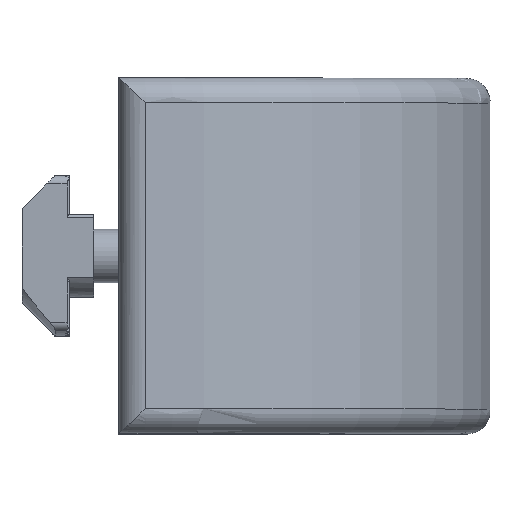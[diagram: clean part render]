
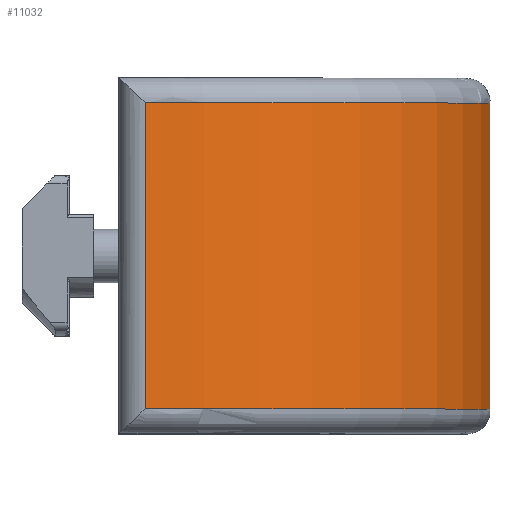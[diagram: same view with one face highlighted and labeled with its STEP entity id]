
A CAD part, top view. The second image highlights one B-rep face of the part: STEP entity #11032.
In plain terms, the highlighted cylindrical face has radius 45 mm (diameter 90 mm), a partial arc.
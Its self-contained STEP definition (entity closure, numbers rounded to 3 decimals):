
#179=CYLINDRICAL_SURFACE('',#10651,45.);
#303=CIRCLE('',#10639,45.);
#307=CIRCLE('',#10648,45.);
#6961=ORIENTED_EDGE('',*,*,#8551,.T.);
#6962=ORIENTED_EDGE('',*,*,#8534,.T.);
#6963=ORIENTED_EDGE('',*,*,#8552,.T.);
#6964=ORIENTED_EDGE('',*,*,#8547,.T.);
#7309=VECTOR('',#10197,1.);
#7310=VECTOR('',#10200,1.);
#7637=LINE('',#12540,#7309);
#7638=LINE('',#12542,#7310);
#7993=VERTEX_POINT('',#12293);
#7994=VERTEX_POINT('',#12346);
#8001=VERTEX_POINT('',#12425);
#8002=VERTEX_POINT('',#12478);
#8534=EDGE_CURVE('',#7994,#7993,#303,.T.);
#8547=EDGE_CURVE('',#8002,#8001,#307,.T.);
#8551=EDGE_CURVE('',#8001,#7994,#7637,.T.);
#8552=EDGE_CURVE('',#7993,#8002,#7638,.T.);
#8791=EDGE_LOOP('',(#6961,#6962,#6963,#6964));
#9027=FACE_BOUND('',#8791,.T.);
#10167=DIRECTION('',(0.,0.,-1.));
#10168=DIRECTION('',(31.826,31.813,0.));
#10191=DIRECTION('',(0.,0.,1.));
#10192=DIRECTION('',(31.813,31.826,0.));
#10197=DIRECTION('',(0.,0.,37.));
#10198=DIRECTION('',(0.,0.,1.));
#10199=DIRECTION('',(1.,0.,0.));
#10200=DIRECTION('',(0.,0.,-37.));
#10639=AXIS2_PLACEMENT_3D('',#12347,#10167,#10168);
#10648=AXIS2_PLACEMENT_3D('',#12479,#10191,#10192);
#10651=AXIS2_PLACEMENT_3D('',#12541,#10198,#10199);
#11032=ADVANCED_FACE('',(#9027),#179,.T.);
#12293=CARTESIAN_POINT('',(44.885,3.214,-3.));
#12346=CARTESIAN_POINT('',(3.214,44.885,-3.));
#12347=CARTESIAN_POINT('',(0.,0.,-3.));
#12425=CARTESIAN_POINT('',(3.214,44.885,-40.));
#12478=CARTESIAN_POINT('',(44.885,3.214,-40.));
#12479=CARTESIAN_POINT('',(0.,0.,-40.));
#12540=CARTESIAN_POINT('',(3.214,44.885,-40.));
#12541=CARTESIAN_POINT('',(0.,0.,-43.));
#12542=CARTESIAN_POINT('',(44.885,3.214,-3.));
